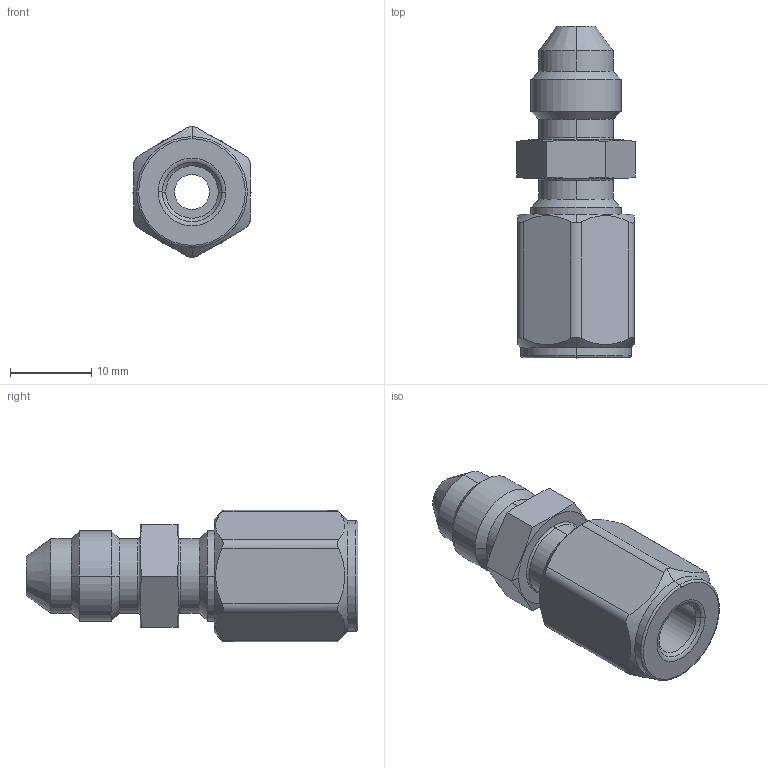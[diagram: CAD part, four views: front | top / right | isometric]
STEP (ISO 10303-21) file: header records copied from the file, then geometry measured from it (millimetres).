
FILE_DESCRIPTION((''),'2;1');
FILE_NAME('ILC30000544','2005-08-23T',('KR'),(''),'PRO/ENGINEER BY PARAMETRIC TECHNOLOGY CORPORATION, 2004290','PRO/ENGINEER BY PARAMETRIC TECHNOLOGY CORPORATION, 2004290','');
FILE_SCHEMA(('AUTOMOTIVE_DESIGN_CC2 { 1 2 10303 214 -1 1 5 2 }'));
Length unit declared in the file: inch
Products named in the file (1): ILC30000544
Bounding box: 14.61 x 40.89 x 16.15 mm (x, y, z)
Volume: 4150.1 mm3; surface area: 2664.6 mm2
Topology: 1 solids, 1 shells, 66 faces, 156 edges, 96 vertices
Faces by surface type: cylinder 22, plane 18, cone 18, torus 8
Entity records: 2741 total; most frequent: CARTESIAN_POINT 644, DIRECTION 312, ORIENTED_EDGE 312, PRESENTATION_STYLE_ASSIGNMENT 157, STYLED_ITEM 157, CURVE_STYLE 156, EDGE_CURVE 156, AXIS2_PLACEMENT_3D 130
